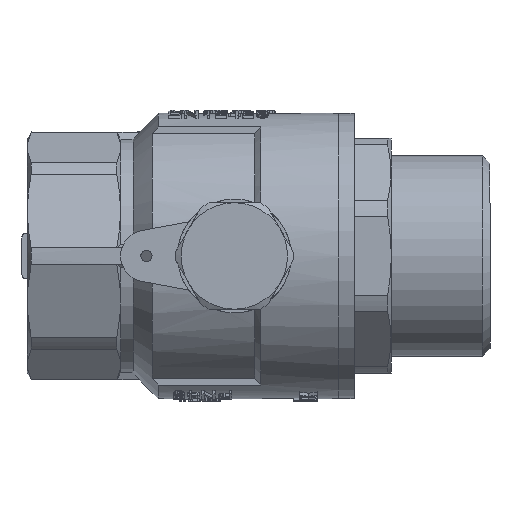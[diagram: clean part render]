
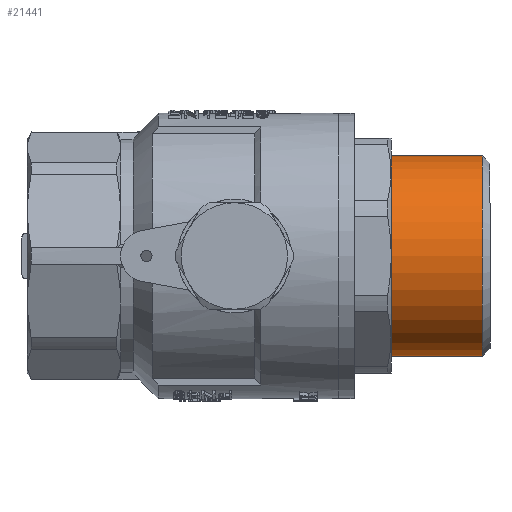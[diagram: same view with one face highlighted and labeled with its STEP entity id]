
A CAD part, front view. The second image highlights one B-rep face of the part: STEP entity #21441.
In plain terms, the highlighted cylindrical face has radius 13.22 mm (diameter 26.441 mm), a full revolution.
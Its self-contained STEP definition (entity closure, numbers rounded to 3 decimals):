
#4333=CYLINDRICAL_SURFACE('',#24747,13.221);
#10612=ORIENTED_EDGE('',*,*,#13929,.T.);
#10613=ORIENTED_EDGE('',*,*,#13930,.F.);
#13929=EDGE_CURVE('',#16123,#16123,#16617,.T.);
#13930=EDGE_CURVE('',#16124,#16124,#16618,.T.);
#16123=VERTEX_POINT('',#43400);
#16124=VERTEX_POINT('',#43402);
#16617=CIRCLE('',#24748,13.221);
#16618=CIRCLE('',#24749,13.221);
#17932=EDGE_LOOP('',(#10612));
#17933=EDGE_LOOP('',(#10613));
#19277=FACE_BOUND('',#17932,.T.);
#19278=FACE_BOUND('',#17933,.T.);
#21441=ADVANCED_FACE('',(#19277,#19278),#4333,.T.);
#24747=AXIS2_PLACEMENT_3D('',#43398,#31853,#31854);
#24748=AXIS2_PLACEMENT_3D('',#43399,#31855,#31856);
#24749=AXIS2_PLACEMENT_3D('',#43401,#31857,#31858);
#31853=DIRECTION('',(0.,0.,1.));
#31854=DIRECTION('',(1.,0.,0.));
#31855=DIRECTION('',(0.,0.,1.));
#31856=DIRECTION('',(1.,0.,0.));
#31857=DIRECTION('',(0.,0.,1.));
#31858=DIRECTION('',(1.,0.,0.));
#43398=CARTESIAN_POINT('',(0.,0.,-9.59));
#43399=CARTESIAN_POINT('',(0.,0.,-5.7));
#43400=CARTESIAN_POINT('',(13.221,0.,-5.7));
#43401=CARTESIAN_POINT('',(0.,0.,6.3));
#43402=CARTESIAN_POINT('',(13.221,0.,6.3));
